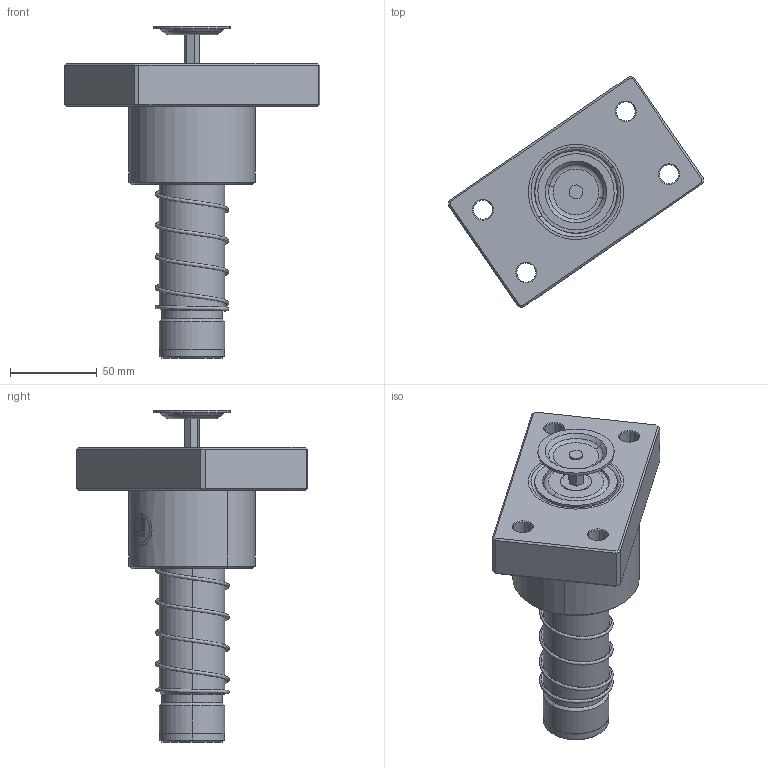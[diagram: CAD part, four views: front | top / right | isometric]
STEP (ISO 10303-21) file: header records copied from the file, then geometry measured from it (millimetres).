
FILE_DESCRIPTION (( 'STEP AP214' ), '1' );
FILE_NAME ('FMJH FMSH-D38-L170.STEP', '2021-09-16T08:55:47', ( '' ), ( '' ), 'SwSTEP 2.0', 'SolidWorks 2016', '' );
FILE_SCHEMA (( 'AUTOMOTIVE_DESIGN' ));
Length unit declared in the file: millimetre
Products named in the file (234): BALL-D5; MGM-D38-L170; GTM-3-縐种; BSH-47.5-38.5-L70; SAB-38-1; GTM-44; BSH-D47.5-38.5-L70郪蚾; GTM-44郪蚾; SAB-38; GTM-M16蹟簽 -; FMJH FMSH-D38-L170; HWP-D42.5-d38.5-L70
Assembly tree (226 placements, depth 3):
  BALL-D5
  BALL-D5
  BALL-D5
  BALL-D5
  BALL-D5
Bounding box: 147.33 x 133.24 x 191.52 mm (x, y, z)
Volume: 524193.2 mm3; surface area: 158472.1 mm2
Topology: 218 solids, 218 shells, 1031 faces, 4423 edges, 2958 vertices
Faces by surface type: sphere 840, plane 68, cylinder 58, cone 32, bspline 21, torus 12
Entity records: 49959 total; most frequent: CARTESIAN_POINT 29406, ORIENTED_EDGE 3616, DIRECTION 3145, EDGE_CURVE 1808, AXIS2_PLACEMENT_3D 1462, VERTEX_POINT 1202, EDGE_LOOP 1096, B_SPLINE_CURVE_WITH_KNOTS 932
